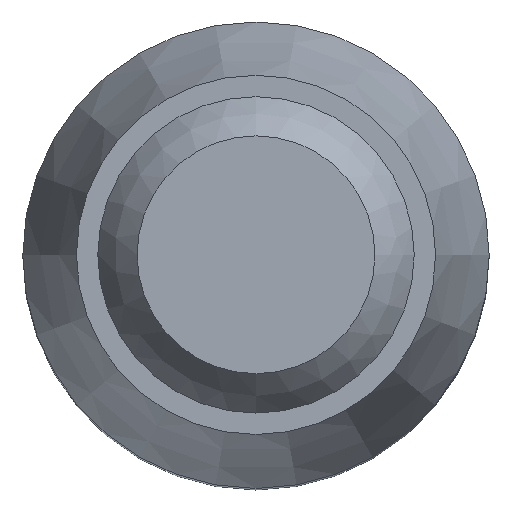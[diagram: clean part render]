
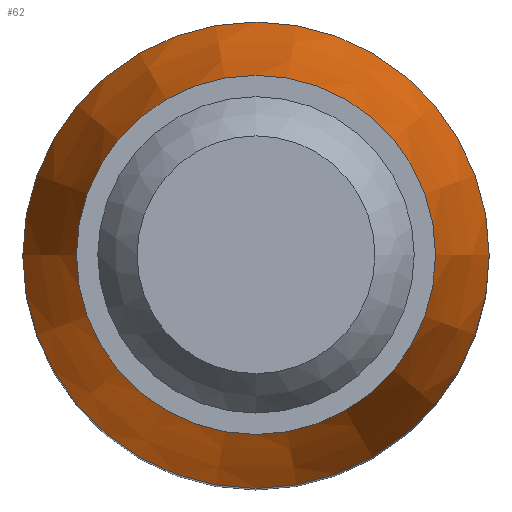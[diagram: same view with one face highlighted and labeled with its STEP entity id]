
A CAD part, top view. The second image highlights one B-rep face of the part: STEP entity #62.
In plain terms, the highlighted conical face has half-angle 15.55 degrees and reference radius 10 mm.
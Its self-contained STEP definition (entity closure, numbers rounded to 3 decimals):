
#62 = ADVANCED_FACE( '', ( #132, #133 ), #134, .T. );
#132 = FACE_BOUND( '', #206, .T. );
#133 = FACE_OUTER_BOUND( '', #207, .T. );
#134 = CONICAL_SURFACE( '', #208, 10., 0.271 );
#206 = EDGE_LOOP( '', ( #314 ) );
#207 = EDGE_LOOP( '', ( #315 ) );
#208 = AXIS2_PLACEMENT_3D( '', #316, #317, #318 );
#314 = ORIENTED_EDGE( '', *, *, #432, .T. );
#315 = ORIENTED_EDGE( '', *, *, #433, .F. );
#316 = CARTESIAN_POINT( '', ( 0., 0., 39.434 ) );
#317 = DIRECTION( '', ( 0., 0., -1. ) );
#318 = DIRECTION( '', ( -1., 0., 0. ) );
#432 = EDGE_CURVE( '', #508, #508, #509, .T. );
#433 = EDGE_CURVE( '', #510, #510, #511, .T. );
#508 = VERTEX_POINT( '', #604 );
#509 = CIRCLE( '', #605, 7.7 );
#510 = VERTEX_POINT( '', #606 );
#511 = CIRCLE( '', #607, 10. );
#604 = CARTESIAN_POINT( '', ( -7.7, 0., 47.7 ) );
#605 = AXIS2_PLACEMENT_3D( '', #682, #683, #684 );
#606 = CARTESIAN_POINT( '', ( -10., 0., 39.434 ) );
#607 = AXIS2_PLACEMENT_3D( '', #685, #686, #687 );
#682 = CARTESIAN_POINT( '', ( 0., 0., 47.7 ) );
#683 = DIRECTION( '', ( 0., 0., -1. ) );
#684 = DIRECTION( '', ( -1., 0., 0. ) );
#685 = CARTESIAN_POINT( '', ( 0., 0., 39.434 ) );
#686 = DIRECTION( '', ( 0., 0., -1. ) );
#687 = DIRECTION( '', ( -1., 0., 0. ) );
